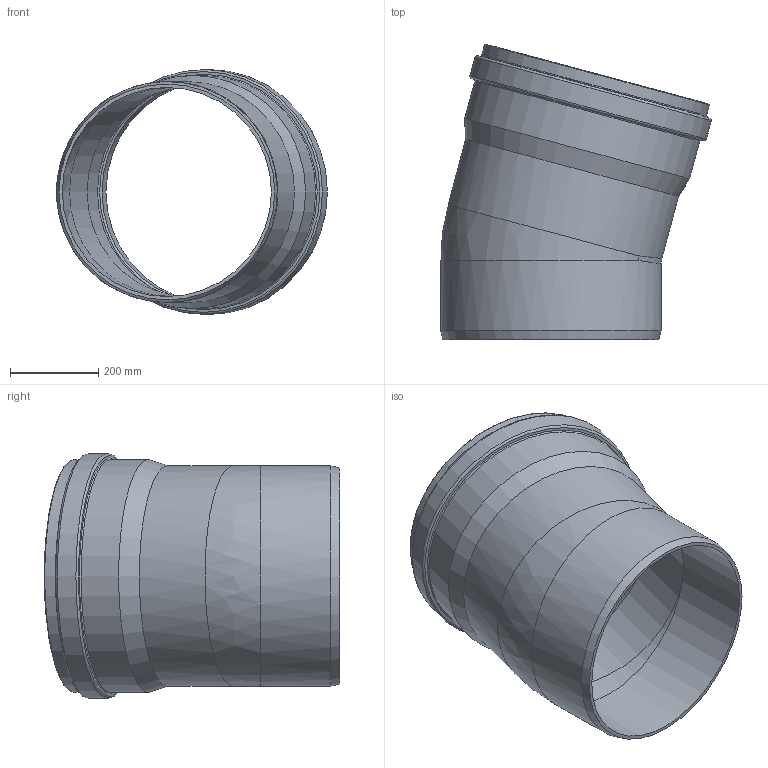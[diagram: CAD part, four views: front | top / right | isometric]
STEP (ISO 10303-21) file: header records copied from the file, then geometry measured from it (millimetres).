
FILE_DESCRIPTION(/* description */ (''),/* implementation_level */ '2;1');
FILE_NAME(/* name */ '227200 KGB Bogen DN_OD 500_15°.stp',/* time_stamp */ '2018-01-29T11:51:46+01:00',/* author */ ('user1'),/* organization */ (''),/* preprocessor_version */ 'ST-DEVELOPER v16.1',/* originating_system */ 'Autodesk Inventor 2016',/* authorisation */ '');
FILE_SCHEMA (('AUTOMOTIVE_DESIGN { 1 0 10303 214 3 1 1 }'));
Length unit declared in the file: millimetre
Products named in the file (1): 227200 KGB Bogen DN_OD 500_15°
Bounding box: 613.98 x 669.99 x 555 mm (x, y, z)
Volume: 12582932.6 mm3; surface area: 2028342 mm2
Topology: 1 solids, 1 shells, 32 faces, 67 edges, 35 vertices
Faces by surface type: cylinder 10, torus 10, cone 7, bspline 3, plane 2
Full cylindrical faces by diameter (mm): 474 x2, 500 x2, 502 x2, 528 x2, 529 x1, 555 x1
Entity records: 788 total; most frequent: CARTESIAN_POINT 215, DIRECTION 126, ORIENTED_EDGE 70, AXIS2_PLACEMENT_3D 63, EDGE_LOOP 61, EDGE_CURVE 35, FACE_OUTER_BOUND 32, VERTEX_POINT 32
